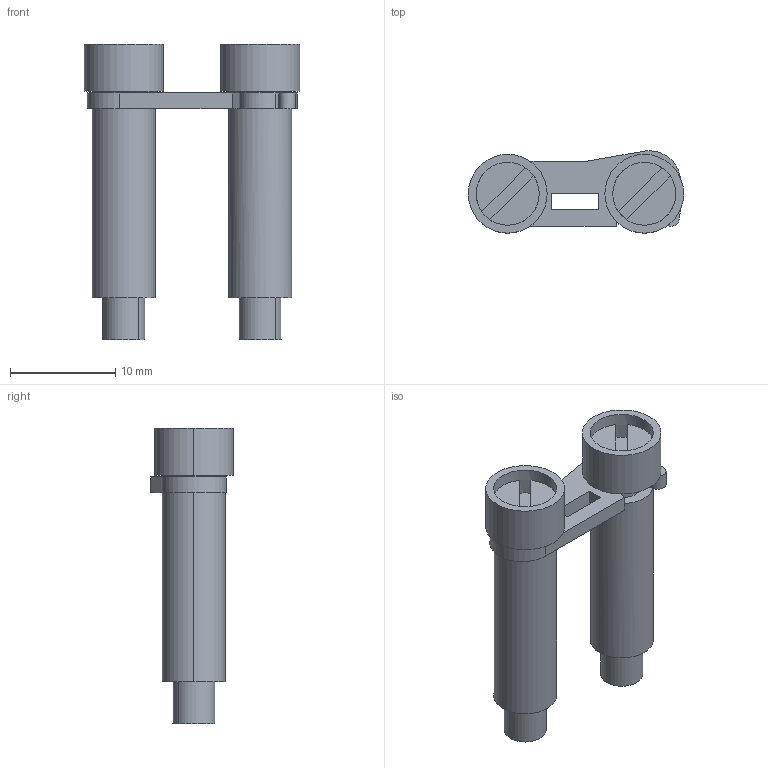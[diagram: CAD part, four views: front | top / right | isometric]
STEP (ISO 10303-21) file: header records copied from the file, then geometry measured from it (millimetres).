
FILE_DESCRIPTION(('Creo Elements/Direct Modeling STEP Export'),'2;1');
FILE_NAME('model.stp','2020-10-23T 0:05:03',(''),(''),'Creo Elements/Direct Modeling STEP processor for AP214 (Solid Model)','Creo Elements/Direct Modeling 20.1A 29-Sep-2018 (C) Parametric Technology GmbH','');
FILE_SCHEMA(('AUTOMOTIVE_DESIGN { 1 0 10303 214 1 1 1 1 }'));
Length unit declared in the file: millimetre
Products named in the file (2): SB_2_8_13_N-select
Assembly tree (1 placements, depth 2):
  SB_2_8_13_N-select
    SB_2_8_13_N-select
Bounding box: 20.5 x 7.85 x 28.15 mm (x, y, z)
Volume: 1604.3 mm3; surface area: 1489.5 mm2
Topology: 1 solids, 1 shells, 62 faces, 152 edges, 100 vertices
Faces by surface type: plane 35, cylinder 27
Entity records: 2219 total; most frequent: ORIENTED_EDGE 304, CARTESIAN_POINT 280, DIRECTION 278, EDGE_CURVE 152, VERTEX_POINT 100, AXIS2_PLACEMENT_3D 98, VECTOR 82, LINE 82
